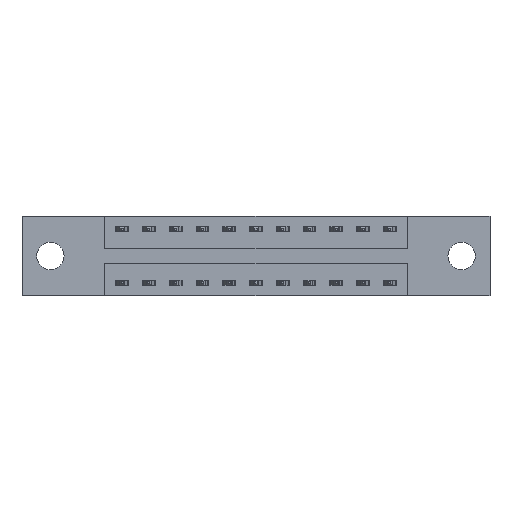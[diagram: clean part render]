
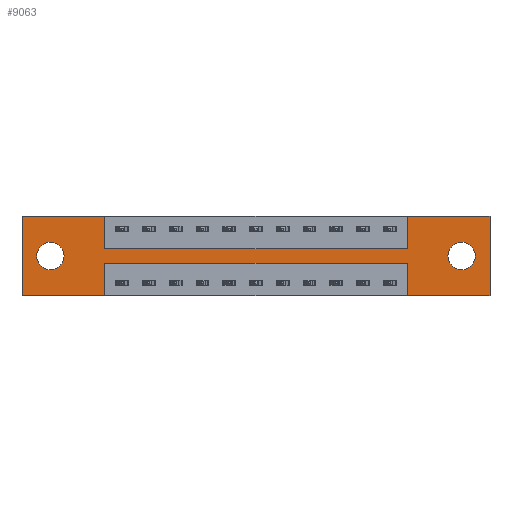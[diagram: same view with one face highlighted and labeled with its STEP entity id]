
A CAD part, front view. The second image highlights one B-rep face of the part: STEP entity #9063.
In plain terms, the highlighted planar face has unit normal (0, -1, 0).
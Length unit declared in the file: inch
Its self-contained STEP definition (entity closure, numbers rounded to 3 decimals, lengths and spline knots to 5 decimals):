
#106 = EDGE_CURVE ( 'NONE', #5545, #5137, #9760, .T. ) ;
#148 = ORIENTED_EDGE ( 'NONE', *, *, #3621, .F. ) ;
#244 = EDGE_CURVE ( 'NONE', #7880, #7899, #10296, .T. ) ;
#287 = CARTESIAN_POINT ( 'NONE',  ( 0., 0., 0. ) ) ;
#295 = DIRECTION ( 'NONE',  ( 0., 0., -1. ) ) ;
#385 = VERTEX_POINT ( 'NONE', #3510 ) ;
#464 = CARTESIAN_POINT ( 'NONE',  ( 0.3875, 0., 0. ) ) ;
#725 = LINE ( 'NONE', #6332, #10903 ) ;
#744 = ORIENTED_EDGE ( 'NONE', *, *, #3585, .T. ) ;
#934 = CARTESIAN_POINT ( 'NONE',  ( 1.7975, 0., -0.37 ) ) ;
#1059 = EDGE_CURVE ( 'NONE', #5793, #5892, #5606, .T. ) ;
#1063 = VECTOR ( 'NONE', #10304, 39.37008 ) ;
#1072 = CARTESIAN_POINT ( 'NONE',  ( 0., 0., 0. ) ) ;
#1145 = DIRECTION ( 'NONE',  ( 1., 0., 0. ) ) ;
#1385 = VERTEX_POINT ( 'NONE', #5455 ) ;
#1401 = VERTEX_POINT ( 'NONE', #6499 ) ;
#1521 = CARTESIAN_POINT ( 'NONE',  ( 0.3875, 0., -0.22 ) ) ;
#1559 = AXIS2_PLACEMENT_3D ( 'NONE', #1874, #8772, #7994 ) ;
#1689 = CARTESIAN_POINT ( 'NONE',  ( 0., 0., -0.37 ) ) ;
#1842 = ORIENTED_EDGE ( 'NONE', *, *, #10980, .F. ) ;
#1874 = CARTESIAN_POINT ( 'NONE',  ( 2.0525, 0., -0.185 ) ) ;
#1966 = LINE ( 'NONE', #6708, #11183 ) ;
#2126 = CIRCLE ( 'NONE', #1559, 0.064 ) ;
#2215 = VERTEX_POINT ( 'NONE', #10241 ) ;
#2254 = CARTESIAN_POINT ( 'NONE',  ( 2.185, 0., -0.37 ) ) ;
#2335 = LINE ( 'NONE', #3833, #2889 ) ;
#2401 = CARTESIAN_POINT ( 'NONE',  ( 0.1325, 0., -0.121 ) ) ;
#2413 = CARTESIAN_POINT ( 'NONE',  ( 0.3875, 0., -0.15 ) ) ;
#2878 = EDGE_CURVE ( 'NONE', #11182, #2215, #9687, .T. ) ;
#2889 = VECTOR ( 'NONE', #7361, 39.37008 ) ;
#2940 = FACE_BOUND ( 'NONE', #2967, .T. ) ;
#2944 = ORIENTED_EDGE ( 'NONE', *, *, #2878, .T. ) ;
#2967 = EDGE_LOOP ( 'NONE', ( #744, #4010 ) ) ;
#3010 = AXIS2_PLACEMENT_3D ( 'NONE', #4807, #6605, #3079 ) ;
#3079 = DIRECTION ( 'NONE',  ( 0., 0., 1. ) ) ;
#3142 = ORIENTED_EDGE ( 'NONE', *, *, #9083, .F. ) ;
#3151 = LINE ( 'NONE', #2413, #6330 ) ;
#3179 = CIRCLE ( 'NONE', #3262, 0.064 ) ;
#3262 = AXIS2_PLACEMENT_3D ( 'NONE', #5350, #8951, #9101 ) ;
#3319 = VECTOR ( 'NONE', #5198, 39.37008 ) ;
#3399 = ORIENTED_EDGE ( 'NONE', *, *, #5534, .F. ) ;
#3439 = CARTESIAN_POINT ( 'NONE',  ( 2.185, 0., 0. ) ) ;
#3510 = CARTESIAN_POINT ( 'NONE',  ( 0.3875, 0., -0.22 ) ) ;
#3585 = EDGE_CURVE ( 'NONE', #8359, #10410, #3179, .T. ) ;
#3621 = EDGE_CURVE ( 'NONE', #385, #1401, #725, .T. ) ;
#3635 = EDGE_CURVE ( 'NONE', #7899, #1385, #8838, .T. ) ;
#3733 = CARTESIAN_POINT ( 'NONE',  ( 0.3875, 0., 0. ) ) ;
#3781 = DIRECTION ( 'NONE',  ( 0., -1., 0. ) ) ;
#3807 = ORIENTED_EDGE ( 'NONE', *, *, #5819, .F. ) ;
#3833 = CARTESIAN_POINT ( 'NONE',  ( 0., 0., -0.37 ) ) ;
#3842 = EDGE_CURVE ( 'NONE', #8819, #5545, #1966, .T. ) ;
#4010 = ORIENTED_EDGE ( 'NONE', *, *, #8605, .T. ) ;
#4163 = DIRECTION ( 'NONE',  ( 0., 0., 1. ) ) ;
#4194 = VERTEX_POINT ( 'NONE', #8689 ) ;
#4528 = VECTOR ( 'NONE', #1145, 39.37008 ) ;
#4575 = CARTESIAN_POINT ( 'NONE',  ( 2.0525, 0., -0.249 ) ) ;
#4807 = CARTESIAN_POINT ( 'NONE',  ( 0.1325, 0., -0.185 ) ) ;
#4992 = FACE_BOUND ( 'NONE', #9569, .T. ) ;
#5024 = ORIENTED_EDGE ( 'NONE', *, *, #1059, .F. ) ;
#5073 = VECTOR ( 'NONE', #10312, 39.37008 ) ;
#5137 = VERTEX_POINT ( 'NONE', #3439 ) ;
#5198 = DIRECTION ( 'NONE',  ( 0., 0., -1. ) ) ;
#5309 = EDGE_LOOP ( 'NONE', ( #148, #3399, #6120, #7048, #6973, #8377, #7692, #7605, #5024, #3142, #3807, #1842 ) ) ;
#5350 = CARTESIAN_POINT ( 'NONE',  ( 2.0525, 0., -0.185 ) ) ;
#5455 = CARTESIAN_POINT ( 'NONE',  ( 1.7975, 0., -0.22 ) ) ;
#5534 = EDGE_CURVE ( 'NONE', #1385, #385, #6133, .T. ) ;
#5545 = VERTEX_POINT ( 'NONE', #7733 ) ;
#5606 = LINE ( 'NONE', #464, #9868 ) ;
#5671 = LINE ( 'NONE', #1072, #6493 ) ;
#5793 = VERTEX_POINT ( 'NONE', #3733 ) ;
#5819 = EDGE_CURVE ( 'NONE', #4194, #10996, #6802, .T. ) ;
#5892 = VERTEX_POINT ( 'NONE', #10035 ) ;
#6120 = ORIENTED_EDGE ( 'NONE', *, *, #3635, .F. ) ;
#6133 = LINE ( 'NONE', #1521, #1063 ) ;
#6153 = CARTESIAN_POINT ( 'NONE',  ( 2.185, 0., 0. ) ) ;
#6330 = VECTOR ( 'NONE', #6705, 39.37008 ) ;
#6332 = CARTESIAN_POINT ( 'NONE',  ( 0.3875, 0., -0.37 ) ) ;
#6421 = DIRECTION ( 'NONE',  ( 0., 0., 1. ) ) ;
#6471 = CARTESIAN_POINT ( 'NONE',  ( 0.1325, 0., -0.185 ) ) ;
#6493 = VECTOR ( 'NONE', #8090, 39.37008 ) ;
#6499 = CARTESIAN_POINT ( 'NONE',  ( 0.3875, 0., -0.37 ) ) ;
#6605 = DIRECTION ( 'NONE',  ( 0., 1., 0. ) ) ;
#6610 = VECTOR ( 'NONE', #9280, 39.37008 ) ;
#6660 = VECTOR ( 'NONE', #6421, 39.37008 ) ;
#6705 = DIRECTION ( 'NONE',  ( 1., 0., 0. ) ) ;
#6708 = CARTESIAN_POINT ( 'NONE',  ( 1.7975, 0., 0. ) ) ;
#6802 = LINE ( 'NONE', #287, #6660 ) ;
#6973 = ORIENTED_EDGE ( 'NONE', *, *, #9572, .F. ) ;
#7048 = ORIENTED_EDGE ( 'NONE', *, *, #244, .F. ) ;
#7361 = DIRECTION ( 'NONE',  ( -1., 0., 0. ) ) ;
#7368 = DIRECTION ( 'NONE',  ( 0., 0., -1. ) ) ;
#7539 = CARTESIAN_POINT ( 'NONE',  ( 2.0525, 0., -0.121 ) ) ;
#7605 = ORIENTED_EDGE ( 'NONE', *, *, #10676, .F. ) ;
#7692 = ORIENTED_EDGE ( 'NONE', *, *, #3842, .F. ) ;
#7733 = CARTESIAN_POINT ( 'NONE',  ( 1.7975, 0., 0. ) ) ;
#7880 = VERTEX_POINT ( 'NONE', #2254 ) ;
#7899 = VERTEX_POINT ( 'NONE', #9275 ) ;
#7994 = DIRECTION ( 'NONE',  ( 0., 0., -1. ) ) ;
#8015 = CIRCLE ( 'NONE', #3010, 0.064 ) ;
#8090 = DIRECTION ( 'NONE',  ( 1., 0., 0. ) ) ;
#8330 = DIRECTION ( 'NONE',  ( 0., 0., -1. ) ) ;
#8359 = VERTEX_POINT ( 'NONE', #7539 ) ;
#8377 = ORIENTED_EDGE ( 'NONE', *, *, #106, .F. ) ;
#8423 = CARTESIAN_POINT ( 'NONE',  ( 1.7975, 0., -0.15 ) ) ;
#8605 = EDGE_CURVE ( 'NONE', #10410, #8359, #2126, .T. ) ;
#8689 = CARTESIAN_POINT ( 'NONE',  ( 0., 0., -0.37 ) ) ;
#8737 = AXIS2_PLACEMENT_3D ( 'NONE', #6471, #10131, #9135 ) ;
#8772 = DIRECTION ( 'NONE',  ( 0., 1., 0. ) ) ;
#8819 = VERTEX_POINT ( 'NONE', #8423 ) ;
#8838 = LINE ( 'NONE', #934, #6610 ) ;
#8951 = DIRECTION ( 'NONE',  ( 0., 1., 0. ) ) ;
#9063 = ADVANCED_FACE ( 'NONE', ( #2940, #4992, #10498 ), #10517, .T. ) ;
#9083 = EDGE_CURVE ( 'NONE', #10996, #5793, #5671, .T. ) ;
#9101 = DIRECTION ( 'NONE',  ( 0., 0., -1. ) ) ;
#9127 = EDGE_CURVE ( 'NONE', #2215, #11182, #8015, .T. ) ;
#9129 = CARTESIAN_POINT ( 'NONE',  ( 0., 0., 0. ) ) ;
#9135 = DIRECTION ( 'NONE',  ( 0., 0., 1. ) ) ;
#9235 = LINE ( 'NONE', #6153, #3319 ) ;
#9275 = CARTESIAN_POINT ( 'NONE',  ( 1.7975, 0., -0.37 ) ) ;
#9280 = DIRECTION ( 'NONE',  ( 0., 0., 1. ) ) ;
#9569 = EDGE_LOOP ( 'NONE', ( #2944, #11065 ) ) ;
#9572 = EDGE_CURVE ( 'NONE', #5137, #7880, #9235, .T. ) ;
#9666 = CARTESIAN_POINT ( 'NONE',  ( 0., 0., -0.37 ) ) ;
#9687 = CIRCLE ( 'NONE', #8737, 0.064 ) ;
#9760 = LINE ( 'NONE', #9791, #4528 ) ;
#9791 = CARTESIAN_POINT ( 'NONE',  ( 0., 0., 0. ) ) ;
#9868 = VECTOR ( 'NONE', #8330, 39.37008 ) ;
#10035 = CARTESIAN_POINT ( 'NONE',  ( 0.3875, 0., -0.15 ) ) ;
#10131 = DIRECTION ( 'NONE',  ( 0., 1., 0. ) ) ;
#10241 = CARTESIAN_POINT ( 'NONE',  ( 0.1325, 0., -0.249 ) ) ;
#10289 = AXIS2_PLACEMENT_3D ( 'NONE', #9666, #3781, #295 ) ;
#10296 = LINE ( 'NONE', #1689, #5073 ) ;
#10304 = DIRECTION ( 'NONE',  ( -1., 0., 0. ) ) ;
#10312 = DIRECTION ( 'NONE',  ( -1., 0., 0. ) ) ;
#10410 = VERTEX_POINT ( 'NONE', #4575 ) ;
#10498 = FACE_OUTER_BOUND ( 'NONE', #5309, .T. ) ;
#10517 = PLANE ( 'NONE',  #10289 ) ;
#10676 = EDGE_CURVE ( 'NONE', #5892, #8819, #3151, .T. ) ;
#10903 = VECTOR ( 'NONE', #7368, 39.37008 ) ;
#10980 = EDGE_CURVE ( 'NONE', #1401, #4194, #2335, .T. ) ;
#10996 = VERTEX_POINT ( 'NONE', #9129 ) ;
#11065 = ORIENTED_EDGE ( 'NONE', *, *, #9127, .T. ) ;
#11182 = VERTEX_POINT ( 'NONE', #2401 ) ;
#11183 = VECTOR ( 'NONE', #4163, 39.37008 ) ;
